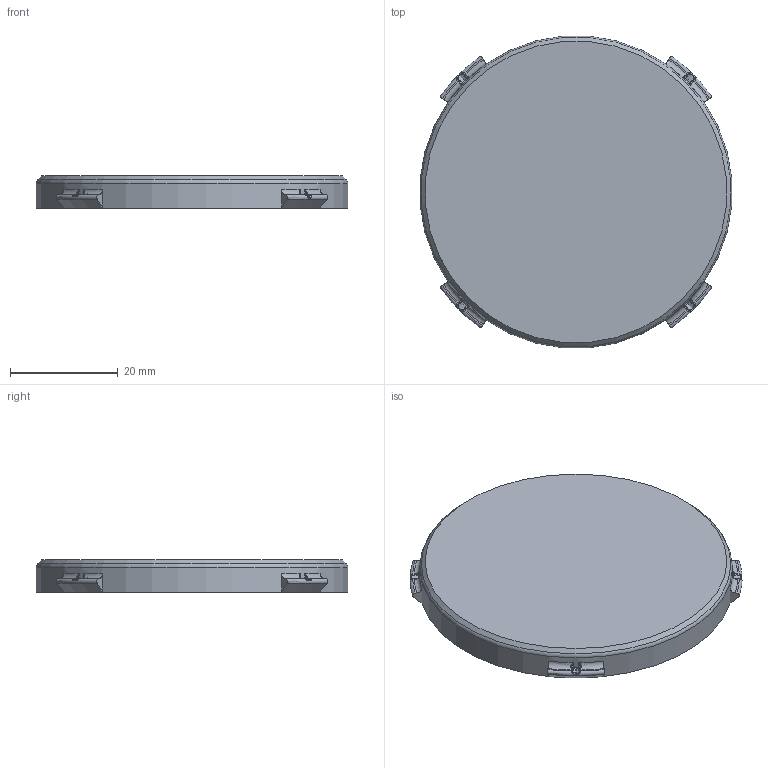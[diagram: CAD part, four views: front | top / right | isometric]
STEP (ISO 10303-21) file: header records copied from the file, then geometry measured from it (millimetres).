
FILE_DESCRIPTION(/* description */ (''),/* implementation_level */ '2;1');
FILE_NAME(/* name */ 'ORS_Button_Piece_Flip v7.step',/* time_stamp */ '2024-08-07T15:19:34-07:00',/* author */ (''),/* organization */ (''),/* preprocessor_version */ 'ST-DEVELOPER v20',/* originating_system */ 'Autodesk Translation Framework v13.14.0.145',/* authorisation */ '');
FILE_SCHEMA (('AUTOMOTIVE_DESIGN { 1 0 10303 214 3 1 1 }'));
Length unit declared in the file: millimetre
Products named in the file (1): ORS_Button_Piece_Flip
Bounding box: 57.88 x 57.88 x 6 mm (x, y, z)
Volume: 10797 mm3; surface area: 7370 mm2
Topology: 1 solids, 1 shells, 235 faces, 573 edges, 339 vertices
Faces by surface type: cylinder 61, plane 61, bspline 56, cone 42, torus 15
Full cylindrical faces by diameter (mm): 58.1 x1
Entity records: 8498 total; most frequent: CARTESIAN_POINT 3248, ORIENTED_EDGE 1130, DIRECTION 1040, EDGE_CURVE 565, AXIS2_PLACEMENT_3D 420, VERTEX_POINT 339, EDGE_LOOP 242, FACE_OUTER_BOUND 235
